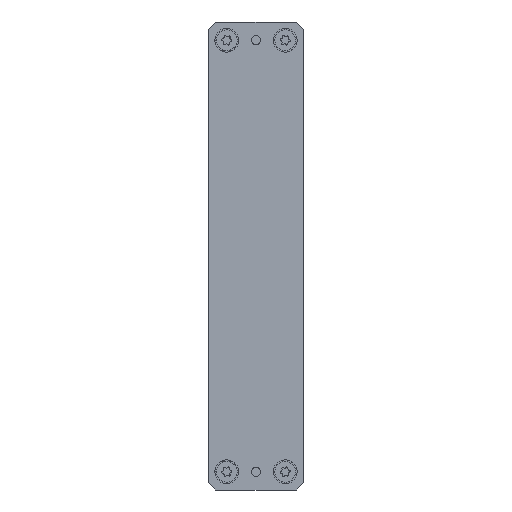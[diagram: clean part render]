
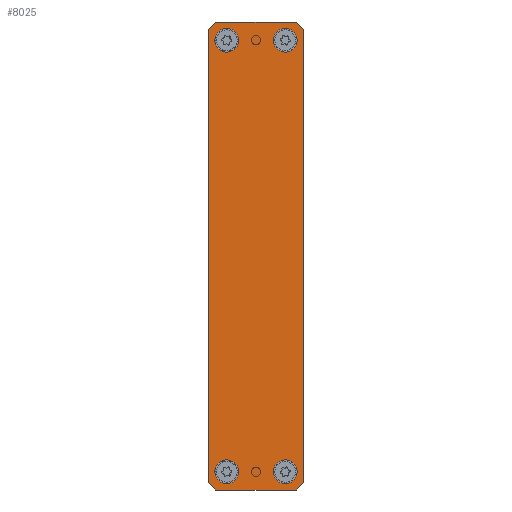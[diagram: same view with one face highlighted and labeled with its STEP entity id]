
A CAD part, left-side view. The second image highlights one B-rep face of the part: STEP entity #8025.
In plain terms, the highlighted face is planar.
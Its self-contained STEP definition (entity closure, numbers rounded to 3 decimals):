
#324 = DIRECTION ( 'NONE',  ( 0., 0., -1. ) ) ;
#364 = EDGE_CURVE ( 'NONE', #5163, #7227, #7189, .T. ) ;
#403 = AXIS2_PLACEMENT_3D ( 'NONE', #976, #1019, #7970 ) ;
#404 = DIRECTION ( 'NONE',  ( 0., -1., 0. ) ) ;
#503 = EDGE_LOOP ( 'NONE', ( #10746, #7819 ) ) ;
#619 = ORIENTED_EDGE ( 'NONE', *, *, #10843, .F. ) ;
#631 = LINE ( 'NONE', #7618, #7285 ) ;
#633 = CARTESIAN_POINT ( 'NONE',  ( 62., 0., -13. ) ) ;
#703 = AXIS2_PLACEMENT_3D ( 'NONE', #2031, #2715, #324 ) ;
#763 = DIRECTION ( 'NONE',  ( 0., 0., -1. ) ) ;
#905 = DIRECTION ( 'NONE',  ( 0., 0., -1. ) ) ;
#976 = CARTESIAN_POINT ( 'NONE',  ( 59., 0., 8. ) ) ;
#1019 = DIRECTION ( 'NONE',  ( 0., -1., 0. ) ) ;
#1142 = CIRCLE ( 'NONE', #9221, 3.25 ) ;
#1308 = CIRCLE ( 'NONE', #7723, 3.25 ) ;
#1395 = DIRECTION ( 'NONE',  ( 0., 0., -1. ) ) ;
#1428 = CARTESIAN_POINT ( 'NONE',  ( 59., 0., 8. ) ) ;
#1480 = CARTESIAN_POINT ( 'NONE',  ( -59., 0., 4.75 ) ) ;
#1572 = EDGE_LOOP ( 'NONE', ( #3345, #1988, #5347, #8898, #2064, #7698, #8939, #6457 ) ) ;
#1758 = VERTEX_POINT ( 'NONE', #5510 ) ;
#1895 = AXIS2_PLACEMENT_3D ( 'NONE', #3379, #2687, #763 ) ;
#1908 = CARTESIAN_POINT ( 'NONE',  ( 0., 0., 0. ) ) ;
#1921 = EDGE_CURVE ( 'NONE', #8371, #2683, #1142, .T. ) ;
#1972 = CARTESIAN_POINT ( 'NONE',  ( -59., 0., 11.25 ) ) ;
#1988 = ORIENTED_EDGE ( 'NONE', *, *, #4178, .T. ) ;
#2031 = CARTESIAN_POINT ( 'NONE',  ( 59., 0., -8. ) ) ;
#2064 = ORIENTED_EDGE ( 'NONE', *, *, #4263, .F. ) ;
#2097 = CARTESIAN_POINT ( 'NONE',  ( -59., 0., 8. ) ) ;
#2434 = EDGE_CURVE ( 'NONE', #4153, #8014, #4804, .T. ) ;
#2540 = VERTEX_POINT ( 'NONE', #4613 ) ;
#2546 = CARTESIAN_POINT ( 'NONE',  ( 59., 0., 11.25 ) ) ;
#2602 = AXIS2_PLACEMENT_3D ( 'NONE', #2097, #2997, #9974 ) ;
#2616 = EDGE_CURVE ( 'NONE', #5882, #4295, #3537, .T. ) ;
#2668 = VERTEX_POINT ( 'NONE', #5020 ) ;
#2671 = LINE ( 'NONE', #10623, #2814 ) ;
#2683 = VERTEX_POINT ( 'NONE', #6050 ) ;
#2687 = DIRECTION ( 'NONE',  ( 0., -1., 0. ) ) ;
#2715 = DIRECTION ( 'NONE',  ( 0., -1., 0. ) ) ;
#2814 = VECTOR ( 'NONE', #2989, 1000. ) ;
#2875 = VECTOR ( 'NONE', #6965, 1000. ) ;
#2884 = EDGE_CURVE ( 'NONE', #9429, #5402, #2671, .T. ) ;
#2989 = DIRECTION ( 'NONE',  ( -1., 0., 0. ) ) ;
#2997 = DIRECTION ( 'NONE',  ( 0., -1., 0. ) ) ;
#3007 = CARTESIAN_POINT ( 'NONE',  ( -59., 0., -8. ) ) ;
#3146 = VECTOR ( 'NONE', #6195, 1000. ) ;
#3222 = DIRECTION ( 'NONE',  ( 0.707, 0., 0.707 ) ) ;
#3238 = VECTOR ( 'NONE', #905, 1000. ) ;
#3324 = DIRECTION ( 'NONE',  ( 0., -1., 0. ) ) ;
#3345 = ORIENTED_EDGE ( 'NONE', *, *, #6318, .F. ) ;
#3379 = CARTESIAN_POINT ( 'NONE',  ( -59., 0., -8. ) ) ;
#3537 = CIRCLE ( 'NONE', #7772, 3.25 ) ;
#3610 = FACE_BOUND ( 'NONE', #9649, .T. ) ;
#3743 = LINE ( 'NONE', #4131, #10078 ) ;
#3797 = CARTESIAN_POINT ( 'NONE',  ( -64., 0., 13. ) ) ;
#3872 = DIRECTION ( 'NONE',  ( 0., 0., -1. ) ) ;
#4034 = CARTESIAN_POINT ( 'NONE',  ( -59., 0., -11.25 ) ) ;
#4125 = CARTESIAN_POINT ( 'NONE',  ( 59., 0., -8. ) ) ;
#4131 = CARTESIAN_POINT ( 'NONE',  ( 37.5, 0., -37.5 ) ) ;
#4153 = VERTEX_POINT ( 'NONE', #4034 ) ;
#4178 = EDGE_CURVE ( 'NONE', #1758, #5402, #631, .T. ) ;
#4189 = CARTESIAN_POINT ( 'NONE',  ( 64., 0., -11. ) ) ;
#4200 = LINE ( 'NONE', #6910, #2875 ) ;
#4263 = EDGE_CURVE ( 'NONE', #8237, #10029, #9457, .T. ) ;
#4295 = VERTEX_POINT ( 'NONE', #2546 ) ;
#4366 = LINE ( 'NONE', #8749, #3146 ) ;
#4467 = EDGE_CURVE ( 'NONE', #9214, #2540, #10837, .T. ) ;
#4613 = CARTESIAN_POINT ( 'NONE',  ( 62., 0., 13. ) ) ;
#4751 = EDGE_LOOP ( 'NONE', ( #10574, #8147 ) ) ;
#4804 = CIRCLE ( 'NONE', #1895, 3.25 ) ;
#5020 = CARTESIAN_POINT ( 'NONE',  ( -64., 0., 11. ) ) ;
#5163 = VERTEX_POINT ( 'NONE', #1972 ) ;
#5167 = EDGE_CURVE ( 'NONE', #2683, #8371, #8942, .T. ) ;
#5334 = AXIS2_PLACEMENT_3D ( 'NONE', #6178, #3324, #10415 ) ;
#5347 = ORIENTED_EDGE ( 'NONE', *, *, #2884, .F. ) ;
#5389 = DIRECTION ( 'NONE',  ( 0., -1., 0. ) ) ;
#5402 = VERTEX_POINT ( 'NONE', #10472 ) ;
#5510 = CARTESIAN_POINT ( 'NONE',  ( -64., 0., -11. ) ) ;
#5645 = DIRECTION ( 'NONE',  ( 0., 0., -1. ) ) ;
#5882 = VERTEX_POINT ( 'NONE', #8996 ) ;
#5928 = CARTESIAN_POINT ( 'NONE',  ( -37.5, 0., 37.5 ) ) ;
#6050 = CARTESIAN_POINT ( 'NONE',  ( 59., 0., -11.25 ) ) ;
#6142 = EDGE_CURVE ( 'NONE', #9214, #2668, #9343, .T. ) ;
#6152 = EDGE_LOOP ( 'NONE', ( #10052, #6660 ) ) ;
#6178 = CARTESIAN_POINT ( 'NONE',  ( -59., 0., 8. ) ) ;
#6195 = DIRECTION ( 'NONE',  ( -0.707, 0., 0.707 ) ) ;
#6245 = PLANE ( 'NONE',  #7142 ) ;
#6318 = EDGE_CURVE ( 'NONE', #1758, #2668, #4200, .T. ) ;
#6457 = ORIENTED_EDGE ( 'NONE', *, *, #6142, .T. ) ;
#6508 = DIRECTION ( 'NONE',  ( 0., -1., 0. ) ) ;
#6660 = ORIENTED_EDGE ( 'NONE', *, *, #9295, .F. ) ;
#6910 = CARTESIAN_POINT ( 'NONE',  ( -64., 0., 13. ) ) ;
#6927 = VECTOR ( 'NONE', #7319, 1000. ) ;
#6965 = DIRECTION ( 'NONE',  ( 0., 0., 1. ) ) ;
#7128 = ORIENTED_EDGE ( 'NONE', *, *, #364, .F. ) ;
#7142 = AXIS2_PLACEMENT_3D ( 'NONE', #1908, #5389, #8917 ) ;
#7189 = CIRCLE ( 'NONE', #5334, 3.25 ) ;
#7227 = VERTEX_POINT ( 'NONE', #1480 ) ;
#7276 = CARTESIAN_POINT ( 'NONE',  ( -62., 0., 13. ) ) ;
#7285 = VECTOR ( 'NONE', #7384, 1000. ) ;
#7319 = DIRECTION ( 'NONE',  ( 1., 0., 0. ) ) ;
#7384 = DIRECTION ( 'NONE',  ( 0.707, 0., -0.707 ) ) ;
#7564 = CIRCLE ( 'NONE', #2602, 3.25 ) ;
#7618 = CARTESIAN_POINT ( 'NONE',  ( -37.5, 0., -37.5 ) ) ;
#7632 = EDGE_CURVE ( 'NONE', #9429, #10029, #3743, .T. ) ;
#7698 = ORIENTED_EDGE ( 'NONE', *, *, #11078, .T. ) ;
#7723 = AXIS2_PLACEMENT_3D ( 'NONE', #3007, #6508, #5645 ) ;
#7772 = AXIS2_PLACEMENT_3D ( 'NONE', #1428, #404, #3872 ) ;
#7819 = ORIENTED_EDGE ( 'NONE', *, *, #9158, .F. ) ;
#7970 = DIRECTION ( 'NONE',  ( 0., 0., -1. ) ) ;
#7991 = FACE_BOUND ( 'NONE', #4751, .T. ) ;
#8014 = VERTEX_POINT ( 'NONE', #10886 ) ;
#8025 = ADVANCED_FACE ( 'NONE', ( #9035, #7991, #8102, #3610, #10652 ), #6245, .T. ) ;
#8102 = FACE_BOUND ( 'NONE', #6152, .T. ) ;
#8147 = ORIENTED_EDGE ( 'NONE', *, *, #1921, .F. ) ;
#8191 = VECTOR ( 'NONE', #10964, 1000. ) ;
#8237 = VERTEX_POINT ( 'NONE', #9202 ) ;
#8371 = VERTEX_POINT ( 'NONE', #9656 ) ;
#8749 = CARTESIAN_POINT ( 'NONE',  ( 37.5, 0., 37.5 ) ) ;
#8898 = ORIENTED_EDGE ( 'NONE', *, *, #7632, .T. ) ;
#8917 = DIRECTION ( 'NONE',  ( 0., 0., -1. ) ) ;
#8939 = ORIENTED_EDGE ( 'NONE', *, *, #4467, .F. ) ;
#8942 = CIRCLE ( 'NONE', #703, 3.25 ) ;
#8996 = CARTESIAN_POINT ( 'NONE',  ( 59., 0., 4.75 ) ) ;
#9035 = FACE_BOUND ( 'NONE', #503, .T. ) ;
#9158 = EDGE_CURVE ( 'NONE', #4295, #5882, #10307, .T. ) ;
#9202 = CARTESIAN_POINT ( 'NONE',  ( 64., 0., 11. ) ) ;
#9214 = VERTEX_POINT ( 'NONE', #7276 ) ;
#9221 = AXIS2_PLACEMENT_3D ( 'NONE', #4125, #9272, #1395 ) ;
#9272 = DIRECTION ( 'NONE',  ( 0., -1., 0. ) ) ;
#9295 = EDGE_CURVE ( 'NONE', #8014, #4153, #1308, .T. ) ;
#9343 = LINE ( 'NONE', #5928, #8191 ) ;
#9429 = VERTEX_POINT ( 'NONE', #633 ) ;
#9457 = LINE ( 'NONE', #10502, #3238 ) ;
#9649 = EDGE_LOOP ( 'NONE', ( #619, #7128 ) ) ;
#9656 = CARTESIAN_POINT ( 'NONE',  ( 59., 0., -4.75 ) ) ;
#9974 = DIRECTION ( 'NONE',  ( 0., 0., -1. ) ) ;
#10029 = VERTEX_POINT ( 'NONE', #4189 ) ;
#10052 = ORIENTED_EDGE ( 'NONE', *, *, #2434, .F. ) ;
#10078 = VECTOR ( 'NONE', #3222, 1000. ) ;
#10307 = CIRCLE ( 'NONE', #403, 3.25 ) ;
#10415 = DIRECTION ( 'NONE',  ( 0., 0., -1. ) ) ;
#10472 = CARTESIAN_POINT ( 'NONE',  ( -62., 0., -13. ) ) ;
#10502 = CARTESIAN_POINT ( 'NONE',  ( 64., 0., 13. ) ) ;
#10574 = ORIENTED_EDGE ( 'NONE', *, *, #5167, .F. ) ;
#10623 = CARTESIAN_POINT ( 'NONE',  ( -64., 0., -13. ) ) ;
#10652 = FACE_OUTER_BOUND ( 'NONE', #1572, .T. ) ;
#10746 = ORIENTED_EDGE ( 'NONE', *, *, #2616, .F. ) ;
#10837 = LINE ( 'NONE', #3797, #6927 ) ;
#10843 = EDGE_CURVE ( 'NONE', #7227, #5163, #7564, .T. ) ;
#10886 = CARTESIAN_POINT ( 'NONE',  ( -59., 0., -4.75 ) ) ;
#10964 = DIRECTION ( 'NONE',  ( -0.707, 0., -0.707 ) ) ;
#11078 = EDGE_CURVE ( 'NONE', #8237, #2540, #4366, .T. ) ;
